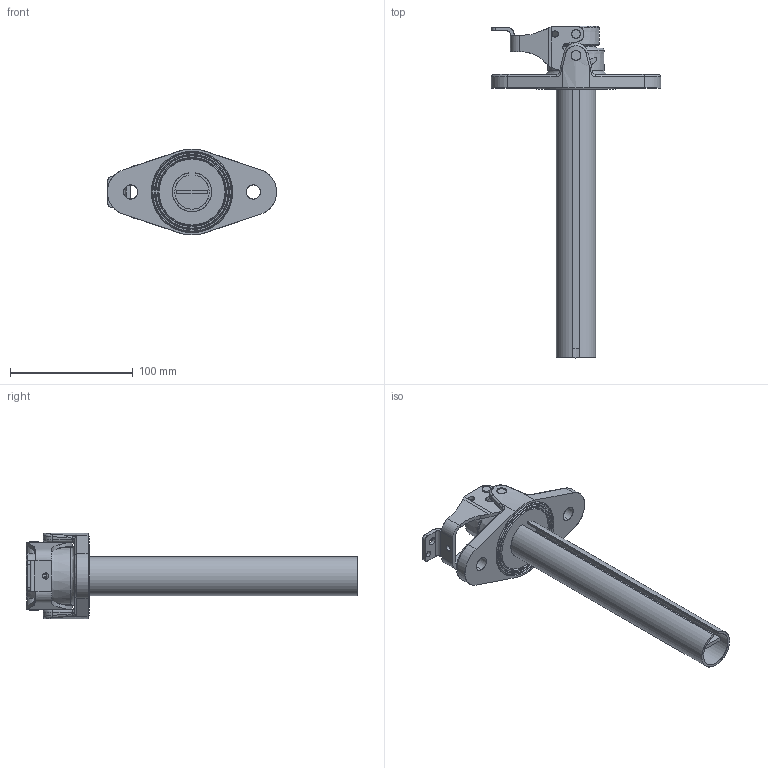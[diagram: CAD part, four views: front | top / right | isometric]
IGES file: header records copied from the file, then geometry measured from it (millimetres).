
Start section: SolidWorks IGES file using analytic representation for surfaces
Global section: file name: DOP-xxxx_19690.IGS; native system: SolidWorks 2010; preprocessor: SolidWorks 2010; author: larsenr; date: 130708.134929; units: millimetre
Bounding box: 138 x 270.5 x 70 mm (x, y, z)
Surface area: 86829.7 mm2 (no closed solid volume)
Topology: 0 solids, 0 shells, 438 faces, 6970 edges, 6970 vertices
Faces by surface type: bspline 313, revolution 125
